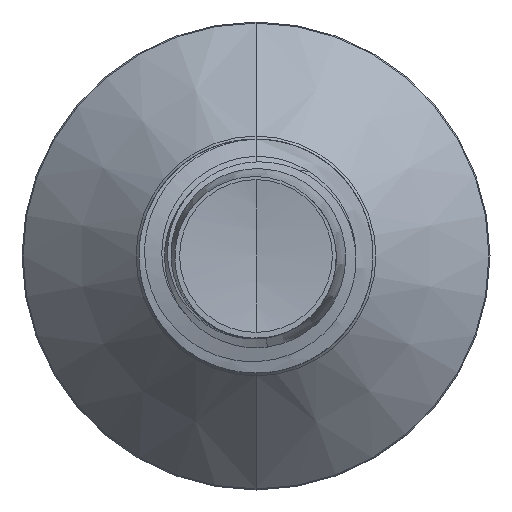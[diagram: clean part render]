
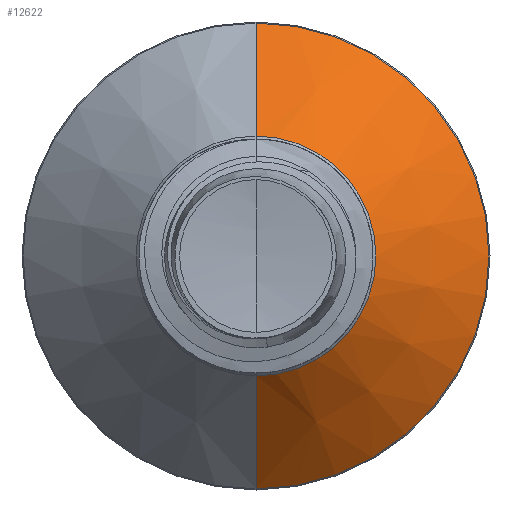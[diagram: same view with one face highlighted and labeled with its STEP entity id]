
A CAD part, front view. The second image highlights one B-rep face of the part: STEP entity #12622.
In plain terms, the highlighted conical face has half-angle 45 degrees and reference radius 2.563 mm.
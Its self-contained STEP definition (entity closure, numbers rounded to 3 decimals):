
#1775 = EDGE_CURVE ( 'NONE', #18146, #38260, #23196, .T. ) ;
#2598 = AXIS2_PLACEMENT_3D ( 'NONE', #22093, #22051, #22009 ) ;
#4609 = EDGE_CURVE ( 'NONE', #18146, #29018, #24574, .T. ) ;
#4930 = DIRECTION ( 'NONE',  ( 0., 1., 0. ) ) ;
#6434 = DIRECTION ( 'NONE',  ( 0., 0.707, 0.707 ) ) ;
#6464 = CARTESIAN_POINT ( 'NONE',  ( 0., 24.313, 2.563 ) ) ;
#6633 = CARTESIAN_POINT ( 'NONE',  ( 0., 24.313, -2.563 ) ) ;
#7903 = CARTESIAN_POINT ( 'NONE',  ( 0., 26.728, 0. ) ) ;
#10029 = FACE_OUTER_BOUND ( 'NONE', #26593, .T. ) ;
#10942 = DIRECTION ( 'NONE',  ( 0., 0., 1. ) ) ;
#11717 = EDGE_CURVE ( 'NONE', #29018, #28214, #27781, .T. ) ;
#11791 = CARTESIAN_POINT ( 'NONE',  ( 0., 26.728, 4.978 ) ) ;
#11905 = CIRCLE ( 'NONE', #17120, 4.978 ) ;
#12622 = ADVANCED_FACE ( 'NONE', ( #10029 ), #16151, .T. ) ;
#16151 = CONICAL_SURFACE ( 'NONE', #16595, 2.563, 0.785 ) ;
#16595 = AXIS2_PLACEMENT_3D ( 'NONE', #29024, #4930, #34614 ) ;
#16774 = EDGE_CURVE ( 'NONE', #38260, #28214, #11905, .T. ) ;
#17120 = AXIS2_PLACEMENT_3D ( 'NONE', #7903, #28804, #10942 ) ;
#18146 = VERTEX_POINT ( 'NONE', #18465 ) ;
#18465 = CARTESIAN_POINT ( 'NONE',  ( 0., 24.313, 2.563 ) ) ;
#20837 = VECTOR ( 'NONE', #33519, 1000. ) ;
#20991 = ORIENTED_EDGE ( 'NONE', *, *, #4609, .T. ) ;
#22009 = DIRECTION ( 'NONE',  ( 0., 0., 1. ) ) ;
#22051 = DIRECTION ( 'NONE',  ( 0., 1., 0. ) ) ;
#22093 = CARTESIAN_POINT ( 'NONE',  ( 0., 24.313, 0. ) ) ;
#22796 = CARTESIAN_POINT ( 'NONE',  ( 0., 26.728, -4.978 ) ) ;
#23196 = LINE ( 'NONE', #6464, #37735 ) ;
#24574 = CIRCLE ( 'NONE', #2598, 2.563 ) ;
#25605 = ORIENTED_EDGE ( 'NONE', *, *, #1775, .F. ) ;
#26593 = EDGE_LOOP ( 'NONE', ( #20991, #28424, #35844, #25605 ) ) ;
#27781 = LINE ( 'NONE', #33281, #20837 ) ;
#28214 = VERTEX_POINT ( 'NONE', #22796 ) ;
#28424 = ORIENTED_EDGE ( 'NONE', *, *, #11717, .T. ) ;
#28804 = DIRECTION ( 'NONE',  ( 0., 1., 0. ) ) ;
#29018 = VERTEX_POINT ( 'NONE', #6633 ) ;
#29024 = CARTESIAN_POINT ( 'NONE',  ( 0., 24.313, 0. ) ) ;
#33281 = CARTESIAN_POINT ( 'NONE',  ( 0., 24.313, -2.563 ) ) ;
#33519 = DIRECTION ( 'NONE',  ( 0., 0.707, -0.707 ) ) ;
#34614 = DIRECTION ( 'NONE',  ( 0., 0., 1. ) ) ;
#35844 = ORIENTED_EDGE ( 'NONE', *, *, #16774, .F. ) ;
#37735 = VECTOR ( 'NONE', #6434, 1000. ) ;
#38260 = VERTEX_POINT ( 'NONE', #11791 ) ;
